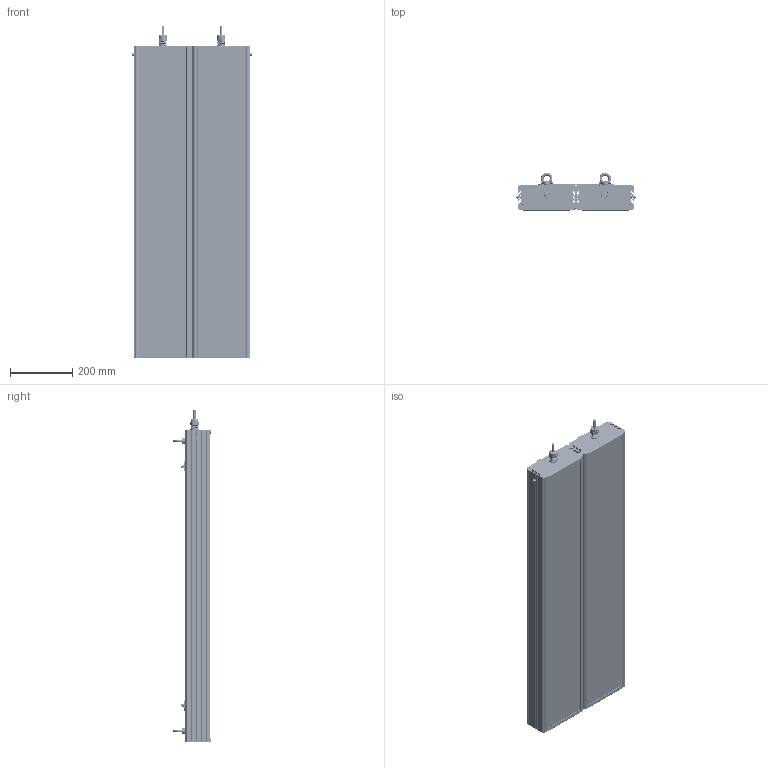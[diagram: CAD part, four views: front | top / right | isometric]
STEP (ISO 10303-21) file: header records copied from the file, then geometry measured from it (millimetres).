
FILE_DESCRIPTION(('STEP AP214'), '1');
FILE_NAME('001.0096.55.000 - ÃÑÏ-Ýêñòðà-Îïòèê-2Åõ-400(2Õ200)', '', ('UNSPECIFIED'), ('UNSPECIFIED'), 'C3D Converter', 'C3D Toolkit', '');
FILE_SCHEMA(('AUTOMOTIVE_DESIGN { 1 0 10303 214 3 1 1}'));
Length unit declared in the file: millimetre
Products named in the file (39): 001.0096.55.000; 001.0065.02.000; #3548; #3607; #3666; #3751
Assembly tree (92 placements, depth 4):
  001.0096.55.000
    (unnamed)  x2
      (unnamed)
      (unnamed)
      (unnamed)
      (unnamed)
      (unnamed)
      (unnamed)
      (unnamed)
      (unnamed)
      (unnamed)
      (unnamed)
      (unnamed)
      (unnamed)
        (unnamed)
        (unnamed)
        (unnamed)  x13
        (unnamed)
        (unnamed)
        (unnamed)
        (unnamed)
        (unnamed)
        (unnamed)
        (unnamed)
      (unnamed)
        (unnamed)
    001.0065.02.000  x4
      (unnamed)
      (unnamed)
    (unnamed)  x2
    (unnamed)  x2
    (unnamed)  x2
      (unnamed)
      (unnamed)
      (unnamed)
      (unnamed)
      #3548
      #3607
      #3666
      #3751
Bounding box: 384.85 x 121.62 x 1064 mm (x, y, z)
Volume: 6606112.7 mm3; surface area: 4879911.2 mm2
Topology: 1404 solids, 1404 shells, 17908 faces, 39388 edges, 26200 vertices
Faces by surface type: plane 13072, cylinder 3870, bspline 674, cone 234, sphere 40, torus 18
Full cylindrical faces by diameter (mm): 1 x40, 2 x80, 2.5 x160, 2.8 x1000, 3.2 x40, 3.5 x240, 4 x28, 4.917 x8, 5 x8, 6 x16, 6.6 x8, 7 x8, 8 x24, 9 x520, 10 x4, 11 x8, 12.5 x2, 13 x2, 16 x2, 17 x2, 18 x2, 18.5 x2, 19 x2, 20 x2, 21.5 x2, 22 x4, 25.5 x2
Entity records: 91569 total; most frequent: CARTESIAN_POINT 47034, DIRECTION 7798, ORIENTED_EDGE 6600, EDGE_CURVE 3300, AXIS2_PLACEMENT_3D 2814, VERTEX_POINT 2296, LINE 2170, VECTOR 2170
